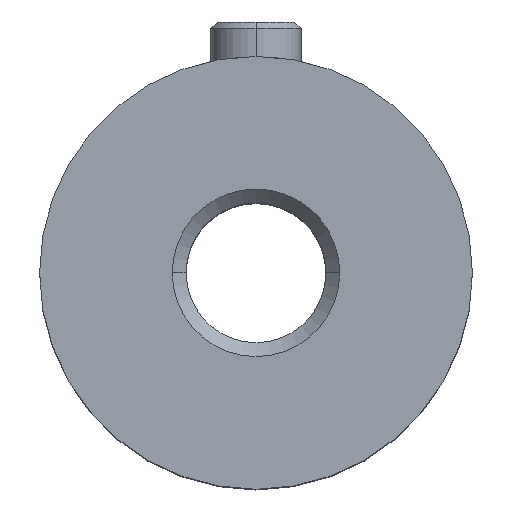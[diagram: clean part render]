
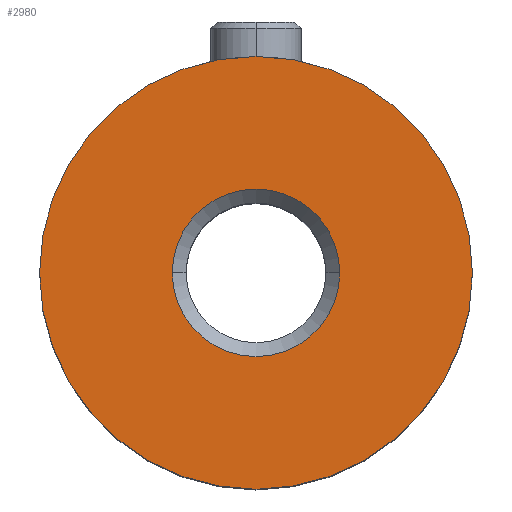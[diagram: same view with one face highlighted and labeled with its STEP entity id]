
A CAD part, top view. The second image highlights one B-rep face of the part: STEP entity #2980.
In plain terms, the highlighted planar face has unit normal (0, 0, 1).
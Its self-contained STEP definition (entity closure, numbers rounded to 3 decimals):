
#5 = PLANE ( 'NONE',  #252 ) ;
#12 = CIRCLE ( 'NONE', #2532, 3. ) ;
#64 = VERTEX_POINT ( 'NONE', #3562 ) ;
#252 = AXIS2_PLACEMENT_3D ( 'NONE', #1691, #2274, #574 ) ;
#352 = EDGE_CURVE ( 'NONE', #1296, #2944, #2414, .T. ) ;
#388 = AXIS2_PLACEMENT_3D ( 'NONE', #3097, #1363, #3364 ) ;
#541 = EDGE_CURVE ( 'NONE', #64, #1247, #2174, .T. ) ;
#574 = DIRECTION ( 'NONE',  ( 1., 0., 0. ) ) ;
#733 = FACE_OUTER_BOUND ( 'NONE', #3404, .T. ) ;
#1093 = EDGE_CURVE ( 'NONE', #1247, #64, #12, .T. ) ;
#1247 = VERTEX_POINT ( 'NONE', #1649 ) ;
#1260 = CARTESIAN_POINT ( 'NONE',  ( 7.75, 0., 15. ) ) ;
#1296 = VERTEX_POINT ( 'NONE', #1260 ) ;
#1363 = DIRECTION ( 'NONE',  ( 0., 0., -1. ) ) ;
#1399 = CARTESIAN_POINT ( 'NONE',  ( -7.75, 0., 15. ) ) ;
#1410 = CIRCLE ( 'NONE', #3520, 7.75 ) ;
#1440 = DIRECTION ( 'NONE',  ( 0., 0., 1. ) ) ;
#1492 = CARTESIAN_POINT ( 'NONE',  ( 0., 0., 15. ) ) ;
#1494 = EDGE_CURVE ( 'NONE', #2944, #1296, #1410, .T. ) ;
#1521 = DIRECTION ( 'NONE',  ( 0., 0., 1. ) ) ;
#1649 = CARTESIAN_POINT ( 'NONE',  ( 3., 0., 15. ) ) ;
#1663 = ORIENTED_EDGE ( 'NONE', *, *, #1093, .T. ) ;
#1691 = CARTESIAN_POINT ( 'NONE',  ( 0., 0., 15. ) ) ;
#1772 = DIRECTION ( 'NONE',  ( 1., 0., 0. ) ) ;
#1970 = AXIS2_PLACEMENT_3D ( 'NONE', #3169, #1440, #3440 ) ;
#2174 = CIRCLE ( 'NONE', #388, 3. ) ;
#2274 = DIRECTION ( 'NONE',  ( 0., 0., 1. ) ) ;
#2414 = CIRCLE ( 'NONE', #1970, 7.75 ) ;
#2532 = AXIS2_PLACEMENT_3D ( 'NONE', #1492, #3491, #1772 ) ;
#2566 = EDGE_LOOP ( 'NONE', ( #1663, #3118 ) ) ;
#2698 = ORIENTED_EDGE ( 'NONE', *, *, #1494, .T. ) ;
#2944 = VERTEX_POINT ( 'NONE', #1399 ) ;
#2980 = ADVANCED_FACE ( 'NONE', ( #3681, #733 ), #5, .T. ) ;
#3097 = CARTESIAN_POINT ( 'NONE',  ( 0., 0., 15. ) ) ;
#3118 = ORIENTED_EDGE ( 'NONE', *, *, #541, .T. ) ;
#3169 = CARTESIAN_POINT ( 'NONE',  ( 0., 0., 15. ) ) ;
#3244 = CARTESIAN_POINT ( 'NONE',  ( 0., 0., 15. ) ) ;
#3364 = DIRECTION ( 'NONE',  ( 1., 0., 0. ) ) ;
#3395 = ORIENTED_EDGE ( 'NONE', *, *, #352, .T. ) ;
#3404 = EDGE_LOOP ( 'NONE', ( #3395, #2698 ) ) ;
#3440 = DIRECTION ( 'NONE',  ( 1., 0., 0. ) ) ;
#3491 = DIRECTION ( 'NONE',  ( 0., 0., -1. ) ) ;
#3519 = DIRECTION ( 'NONE',  ( 1., 0., 0. ) ) ;
#3520 = AXIS2_PLACEMENT_3D ( 'NONE', #3244, #1521, #3519 ) ;
#3562 = CARTESIAN_POINT ( 'NONE',  ( -3., 0., 15. ) ) ;
#3681 = FACE_BOUND ( 'NONE', #2566, .T. ) ;
